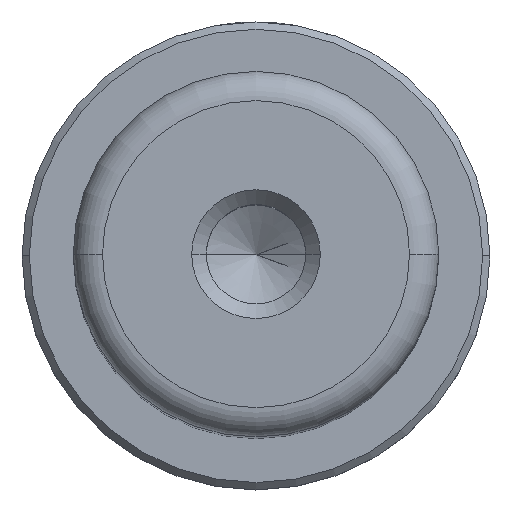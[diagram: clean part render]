
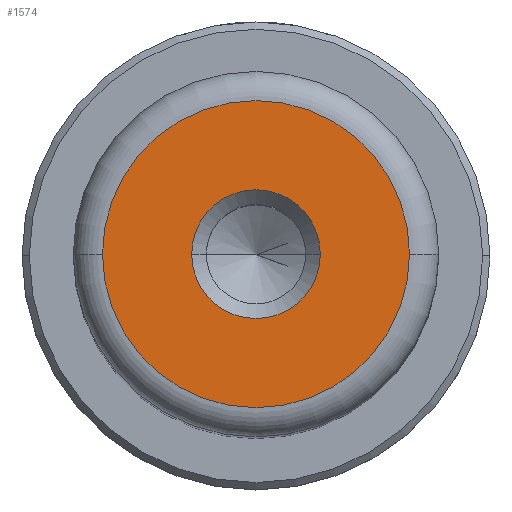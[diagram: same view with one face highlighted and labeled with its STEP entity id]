
A CAD part, top view. The second image highlights one B-rep face of the part: STEP entity #1574.
In plain terms, the highlighted planar face has unit normal (0, 0, 1).
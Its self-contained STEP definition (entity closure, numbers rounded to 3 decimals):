
#57 = DIRECTION ( 'NONE',  ( 0., 0., 1. ) ) ;
#84 = DIRECTION ( 'NONE',  ( 0., 0., -1. ) ) ;
#97 = AXIS2_PLACEMENT_3D ( 'NONE', #1603, #1640, #1543 ) ;
#217 = ORIENTED_EDGE ( 'NONE', *, *, #1042, .T. ) ;
#326 = AXIS2_PLACEMENT_3D ( 'NONE', #1590, #584, #1747 ) ;
#343 = EDGE_CURVE ( 'NONE', #2068, #456, #993, .T. ) ;
#419 = CARTESIAN_POINT ( 'NONE',  ( -4.4, 0., 91. ) ) ;
#456 = VERTEX_POINT ( 'NONE', #1920 ) ;
#537 = EDGE_LOOP ( 'NONE', ( #2034, #1448 ) ) ;
#584 = DIRECTION ( 'NONE',  ( 0., 0., 1. ) ) ;
#700 = CIRCLE ( 'NONE', #2103, 4.4 ) ;
#782 = PLANE ( 'NONE',  #1029 ) ;
#890 = ORIENTED_EDGE ( 'NONE', *, *, #343, .T. ) ;
#904 = VERTEX_POINT ( 'NONE', #1217 ) ;
#952 = FACE_OUTER_BOUND ( 'NONE', #537, .T. ) ;
#993 = CIRCLE ( 'NONE', #97, 4.4 ) ;
#995 = CIRCLE ( 'NONE', #326, 10.5 ) ;
#1029 = AXIS2_PLACEMENT_3D ( 'NONE', #1619, #1103, #1919 ) ;
#1042 = EDGE_CURVE ( 'NONE', #456, #2068, #700, .T. ) ;
#1052 = CARTESIAN_POINT ( 'NONE',  ( 0., 0., 91. ) ) ;
#1064 = EDGE_CURVE ( 'NONE', #1292, #904, #995, .T. ) ;
#1078 = CARTESIAN_POINT ( 'NONE',  ( 0., 0., 91. ) ) ;
#1103 = DIRECTION ( 'NONE',  ( 0., 0., 1. ) ) ;
#1178 = CARTESIAN_POINT ( 'NONE',  ( -10.5, 0., 91. ) ) ;
#1217 = CARTESIAN_POINT ( 'NONE',  ( 10.5, 0., 91. ) ) ;
#1223 = DIRECTION ( 'NONE',  ( 1., 0., 0. ) ) ;
#1246 = DIRECTION ( 'NONE',  ( 1., 0., 0. ) ) ;
#1292 = VERTEX_POINT ( 'NONE', #1178 ) ;
#1316 = AXIS2_PLACEMENT_3D ( 'NONE', #1052, #57, #1223 ) ;
#1377 = EDGE_LOOP ( 'NONE', ( #217, #890 ) ) ;
#1390 = FACE_BOUND ( 'NONE', #1377, .T. ) ;
#1448 = ORIENTED_EDGE ( 'NONE', *, *, #1064, .T. ) ;
#1516 = CIRCLE ( 'NONE', #1316, 10.5 ) ;
#1543 = DIRECTION ( 'NONE',  ( 1., 0., 0. ) ) ;
#1574 = ADVANCED_FACE ( 'NONE', ( #1390, #952 ), #782, .T. ) ;
#1590 = CARTESIAN_POINT ( 'NONE',  ( 0., 0., 91. ) ) ;
#1603 = CARTESIAN_POINT ( 'NONE',  ( 0., 0., 91. ) ) ;
#1619 = CARTESIAN_POINT ( 'NONE',  ( 0., 0., 91. ) ) ;
#1640 = DIRECTION ( 'NONE',  ( 0., 0., -1. ) ) ;
#1747 = DIRECTION ( 'NONE',  ( 1., 0., 0. ) ) ;
#1912 = EDGE_CURVE ( 'NONE', #904, #1292, #1516, .T. ) ;
#1919 = DIRECTION ( 'NONE',  ( 1., 0., 0. ) ) ;
#1920 = CARTESIAN_POINT ( 'NONE',  ( 4.4, 0., 91. ) ) ;
#2034 = ORIENTED_EDGE ( 'NONE', *, *, #1912, .T. ) ;
#2068 = VERTEX_POINT ( 'NONE', #419 ) ;
#2103 = AXIS2_PLACEMENT_3D ( 'NONE', #1078, #84, #1246 ) ;
